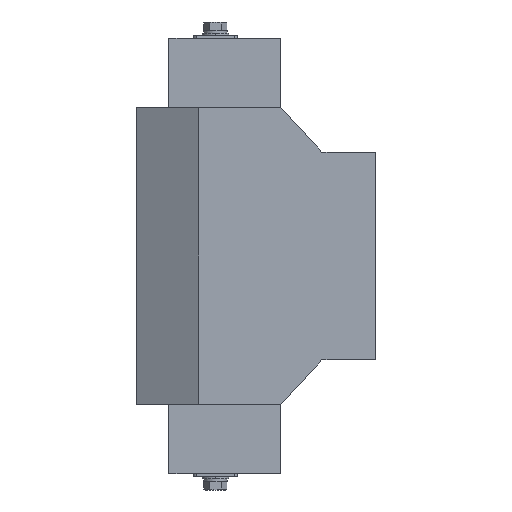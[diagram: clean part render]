
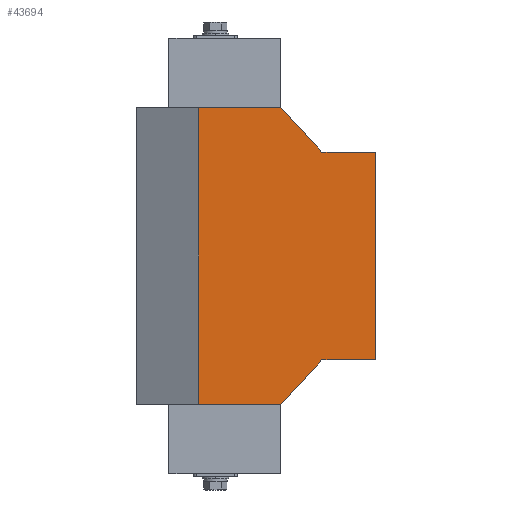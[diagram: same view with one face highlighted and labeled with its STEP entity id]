
A CAD part, left-side view. The second image highlights one B-rep face of the part: STEP entity #43694.
In plain terms, the highlighted planar face has unit normal (-1, 0, 0).
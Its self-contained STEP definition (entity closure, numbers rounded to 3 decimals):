
#46 = CARTESIAN_POINT ( 'NONE',  ( -82.5, 0., 134. ) ) ;
#1306 = DIRECTION ( 'NONE',  ( 0., 0., -1. ) ) ;
#1911 = VERTEX_POINT ( 'NONE', #158410 ) ;
#2604 = VECTOR ( 'NONE', #1306, 1000. ) ;
#6785 = ORIENTED_EDGE ( 'NONE', *, *, #128410, .F. ) ;
#7220 = VECTOR ( 'NONE', #59394, 1000. ) ;
#12637 = LINE ( 'NONE', #18669, #85742 ) ;
#15003 = CARTESIAN_POINT ( 'NONE',  ( -82.5, 86., -134. ) ) ;
#16610 = ORIENTED_EDGE ( 'NONE', *, *, #76885, .T. ) ;
#17658 = CARTESIAN_POINT ( 'NONE',  ( -82.5, 160., 197. ) ) ;
#17775 = CARTESIAN_POINT ( 'NONE',  ( -82.5, 0., 197. ) ) ;
#18111 = VECTOR ( 'NONE', #167079, 1000. ) ;
#18304 = VECTOR ( 'NONE', #90459, 1000. ) ;
#18669 = CARTESIAN_POINT ( 'NONE',  ( -82.5, 0., -134. ) ) ;
#22740 = LINE ( 'NONE', #181179, #18111 ) ;
#22872 = CARTESIAN_POINT ( 'NONE',  ( -82.5, 86., 134. ) ) ;
#22964 = LINE ( 'NONE', #17658, #18304 ) ;
#29504 = ORIENTED_EDGE ( 'NONE', *, *, #143800, .F. ) ;
#33780 = CARTESIAN_POINT ( 'NONE',  ( -82.5, 160., 134. ) ) ;
#34056 = DIRECTION ( 'NONE',  ( 0., 1., 0. ) ) ;
#40744 = LINE ( 'NONE', #179590, #150639 ) ;
#43694 = ADVANCED_FACE ( 'NONE', ( #57268 ), #134670, .F. ) ;
#44671 = EDGE_CURVE ( 'NONE', #1911, #70241, #40744, .T. ) ;
#45539 = CARTESIAN_POINT ( 'NONE',  ( -82.5, 86., -134. ) ) ;
#47152 = DIRECTION ( 'NONE',  ( 1., 0., 0. ) ) ;
#50686 = LINE ( 'NONE', #103558, #2604 ) ;
#54195 = EDGE_LOOP ( 'NONE', ( #107304, #29504, #90178, #16610, #6785, #108922, #62925, #163388 ) ) ;
#57268 = FACE_OUTER_BOUND ( 'NONE', #54195, .T. ) ;
#59394 = DIRECTION ( 'NONE',  ( 0., 1., 0. ) ) ;
#62925 = ORIENTED_EDGE ( 'NONE', *, *, #182664, .T. ) ;
#62983 = CARTESIAN_POINT ( 'NONE',  ( -82.5, 160., -134. ) ) ;
#70241 = VERTEX_POINT ( 'NONE', #107653 ) ;
#72998 = CARTESIAN_POINT ( 'NONE',  ( -82.5, 48.699, -94. ) ) ;
#76885 = EDGE_CURVE ( 'NONE', #143659, #180283, #22740, .T. ) ;
#84957 = LINE ( 'NONE', #46, #7220 ) ;
#85742 = VECTOR ( 'NONE', #135586, 1000. ) ;
#90178 = ORIENTED_EDGE ( 'NONE', *, *, #121429, .T. ) ;
#90256 = DIRECTION ( 'NONE',  ( 0., -0.682, 0.731 ) ) ;
#90303 = EDGE_CURVE ( 'NONE', #163210, #108478, #22964, .T. ) ;
#90459 = DIRECTION ( 'NONE',  ( 0., 0., -1. ) ) ;
#92201 = CARTESIAN_POINT ( 'NONE',  ( -82.5, 0., -94. ) ) ;
#92603 = LINE ( 'NONE', #45539, #113252 ) ;
#103558 = CARTESIAN_POINT ( 'NONE',  ( -82.5, 0., 197. ) ) ;
#107304 = ORIENTED_EDGE ( 'NONE', *, *, #90303, .T. ) ;
#107653 = CARTESIAN_POINT ( 'NONE',  ( -82.5, 48.699, 94. ) ) ;
#108478 = VERTEX_POINT ( 'NONE', #62983 ) ;
#108587 = VERTEX_POINT ( 'NONE', #15003 ) ;
#108922 = ORIENTED_EDGE ( 'NONE', *, *, #44671, .T. ) ;
#109785 = LINE ( 'NONE', #22872, #187420 ) ;
#113252 = VECTOR ( 'NONE', #90256, 1000. ) ;
#118993 = AXIS2_PLACEMENT_3D ( 'NONE', #17775, #47152, #149367 ) ;
#120838 = VERTEX_POINT ( 'NONE', #165131 ) ;
#121429 = EDGE_CURVE ( 'NONE', #108587, #143659, #92603, .T. ) ;
#125132 = DIRECTION ( 'NONE',  ( 0., 0.682, 0.731 ) ) ;
#128397 = EDGE_CURVE ( 'NONE', #120838, #163210, #84957, .T. ) ;
#128410 = EDGE_CURVE ( 'NONE', #1911, #180283, #50686, .T. ) ;
#134670 = PLANE ( 'NONE',  #118993 ) ;
#135586 = DIRECTION ( 'NONE',  ( 0., 1., 0. ) ) ;
#143659 = VERTEX_POINT ( 'NONE', #72998 ) ;
#143800 = EDGE_CURVE ( 'NONE', #108587, #108478, #12637, .T. ) ;
#149367 = DIRECTION ( 'NONE',  ( 0., 1., 0. ) ) ;
#150639 = VECTOR ( 'NONE', #34056, 1000. ) ;
#158410 = CARTESIAN_POINT ( 'NONE',  ( -82.5, 0., 94. ) ) ;
#163210 = VERTEX_POINT ( 'NONE', #33780 ) ;
#163388 = ORIENTED_EDGE ( 'NONE', *, *, #128397, .T. ) ;
#165131 = CARTESIAN_POINT ( 'NONE',  ( -82.5, 86., 134. ) ) ;
#167079 = DIRECTION ( 'NONE',  ( 0., -1., 0. ) ) ;
#179590 = CARTESIAN_POINT ( 'NONE',  ( -82.5, 48.699, 94. ) ) ;
#180283 = VERTEX_POINT ( 'NONE', #92201 ) ;
#181179 = CARTESIAN_POINT ( 'NONE',  ( -82.5, 48.699, -94. ) ) ;
#182664 = EDGE_CURVE ( 'NONE', #70241, #120838, #109785, .T. ) ;
#187420 = VECTOR ( 'NONE', #125132, 1000. ) ;
